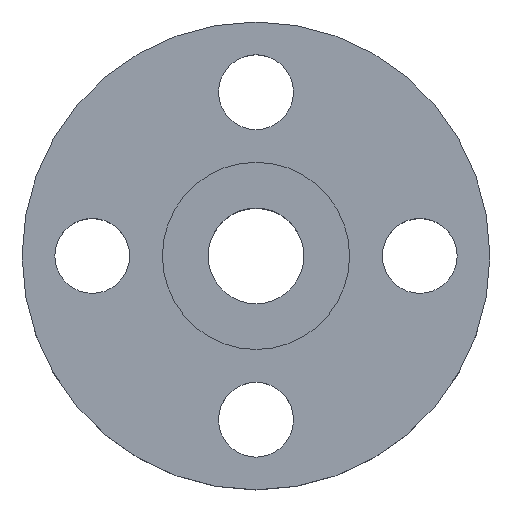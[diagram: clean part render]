
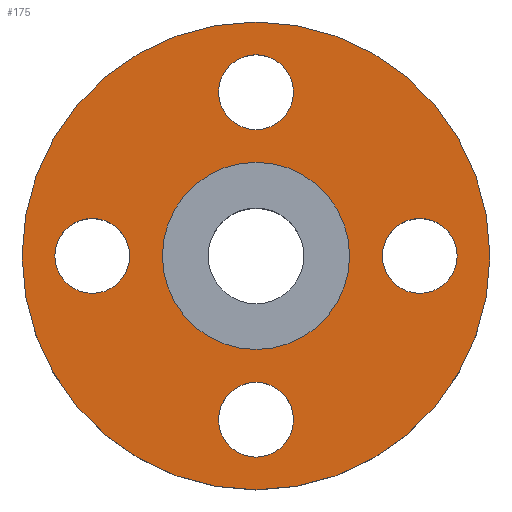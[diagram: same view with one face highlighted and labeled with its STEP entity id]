
A CAD part, top view. The second image highlights one B-rep face of the part: STEP entity #175.
In plain terms, the highlighted planar face has unit normal (0, 0, 1).
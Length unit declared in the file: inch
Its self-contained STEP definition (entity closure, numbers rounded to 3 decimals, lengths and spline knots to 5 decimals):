
#20 = EDGE_CURVE ( 'NONE', #26, #432, #787, .T. ) ;
#21 = CARTESIAN_POINT ( 'NONE',  ( -3.125, 0., -0.25 ) ) ;
#24 = EDGE_CURVE ( 'NONE', #765, #747, #408, .T. ) ;
#26 = VERTEX_POINT ( 'NONE', #21 ) ;
#31 = AXIS2_PLACEMENT_3D ( 'NONE', #350, #132, #215 ) ;
#39 = PLANE ( 'NONE',  #222 ) ;
#49 = DIRECTION ( 'NONE',  ( 1., 0., 0. ) ) ;
#57 = EDGE_LOOP ( 'NONE', ( #81, #156 ) ) ;
#61 = CARTESIAN_POINT ( 'NONE',  ( 0., 2.1875, -0.25 ) ) ;
#62 = CARTESIAN_POINT ( 'NONE',  ( 0., 0., -0.25 ) ) ;
#65 = CIRCLE ( 'NONE', #851, 0.5 ) ;
#68 = CARTESIAN_POINT ( 'NONE',  ( 0., 1.25, -0.25 ) ) ;
#77 = CIRCLE ( 'NONE', #627, 0.5 ) ;
#81 = ORIENTED_EDGE ( 'NONE', *, *, #590, .F. ) ;
#96 = CARTESIAN_POINT ( 'NONE',  ( -1.6875, 0., -0.25 ) ) ;
#101 = EDGE_LOOP ( 'NONE', ( #365, #310 ) ) ;
#110 = EDGE_LOOP ( 'NONE', ( #504, #585 ) ) ;
#117 = CARTESIAN_POINT ( 'NONE',  ( 1.6875, 0., -0.25 ) ) ;
#123 = DIRECTION ( 'NONE',  ( 0., -1., 0. ) ) ;
#132 = DIRECTION ( 'NONE',  ( 0., 0., 1. ) ) ;
#136 = EDGE_CURVE ( 'NONE', #432, #26, #544, .T. ) ;
#156 = ORIENTED_EDGE ( 'NONE', *, *, #24, .F. ) ;
#171 = DIRECTION ( 'NONE',  ( 1., 0., 0. ) ) ;
#175 = ADVANCED_FACE ( 'NONE', ( #832, #239, #506, #445, #703, #641 ), #39, .F. ) ;
#185 = CARTESIAN_POINT ( 'NONE',  ( 3.125, 0., -0.25 ) ) ;
#194 = CIRCLE ( 'NONE', #396, 1.25 ) ;
#215 = DIRECTION ( 'NONE',  ( -1., 0., 0. ) ) ;
#216 = DIRECTION ( 'NONE',  ( 0., 0., 1. ) ) ;
#222 = AXIS2_PLACEMENT_3D ( 'NONE', #68, #335, #267 ) ;
#237 = EDGE_LOOP ( 'NONE', ( #385, #727 ) ) ;
#239 = FACE_BOUND ( 'NONE', #57, .T. ) ;
#251 = AXIS2_PLACEMENT_3D ( 'NONE', #831, #635, #511 ) ;
#254 = DIRECTION ( 'NONE',  ( 0., 0., 1. ) ) ;
#255 = CARTESIAN_POINT ( 'NONE',  ( 0.5, -2.1875, -0.25 ) ) ;
#260 = DIRECTION ( 'NONE',  ( 0., 0., 1. ) ) ;
#263 = DIRECTION ( 'NONE',  ( 0., 0., 1. ) ) ;
#266 = CIRCLE ( 'NONE', #748, 0.5 ) ;
#267 = DIRECTION ( 'NONE',  ( -1., 0., 0. ) ) ;
#271 = VERTEX_POINT ( 'NONE', #467 ) ;
#276 = DIRECTION ( 'NONE',  ( 1., 0., 0. ) ) ;
#298 = EDGE_CURVE ( 'NONE', #271, #414, #554, .T. ) ;
#310 = ORIENTED_EDGE ( 'NONE', *, *, #20, .T. ) ;
#314 = EDGE_CURVE ( 'NONE', #414, #271, #595, .T. ) ;
#335 = DIRECTION ( 'NONE',  ( 0., 0., -1. ) ) ;
#337 = ORIENTED_EDGE ( 'NONE', *, *, #557, .F. ) ;
#350 = CARTESIAN_POINT ( 'NONE',  ( 2.1875, 0., -0.25 ) ) ;
#365 = ORIENTED_EDGE ( 'NONE', *, *, #136, .T. ) ;
#385 = ORIENTED_EDGE ( 'NONE', *, *, #298, .F. ) ;
#388 = VERTEX_POINT ( 'NONE', #717 ) ;
#390 = CARTESIAN_POINT ( 'NONE',  ( -2.1875, 0., -0.25 ) ) ;
#396 = AXIS2_PLACEMENT_3D ( 'NONE', #480, #856, #276 ) ;
#399 = CARTESIAN_POINT ( 'NONE',  ( -0.5, 2.1875, -0.25 ) ) ;
#406 = DIRECTION ( 'NONE',  ( 1., 0., 0. ) ) ;
#408 = CIRCLE ( 'NONE', #424, 0.5 ) ;
#414 = VERTEX_POINT ( 'NONE', #399 ) ;
#416 = DIRECTION ( 'NONE',  ( 0., 0., 1. ) ) ;
#424 = AXIS2_PLACEMENT_3D ( 'NONE', #784, #216, #562 ) ;
#432 = VERTEX_POINT ( 'NONE', #185 ) ;
#440 = DIRECTION ( 'NONE',  ( 0., 0., 1. ) ) ;
#445 = FACE_BOUND ( 'NONE', #759, .T. ) ;
#457 = CARTESIAN_POINT ( 'NONE',  ( -0.5, -2.1875, -0.25 ) ) ;
#465 = CARTESIAN_POINT ( 'NONE',  ( 0., 0., -0.25 ) ) ;
#467 = CARTESIAN_POINT ( 'NONE',  ( 0.5, 2.1875, -0.25 ) ) ;
#470 = CARTESIAN_POINT ( 'NONE',  ( 0., 2.1875, -0.25 ) ) ;
#480 = CARTESIAN_POINT ( 'NONE',  ( 0., 0., -0.25 ) ) ;
#486 = VERTEX_POINT ( 'NONE', #255 ) ;
#504 = ORIENTED_EDGE ( 'NONE', *, *, #841, .F. ) ;
#506 = FACE_BOUND ( 'NONE', #110, .T. ) ;
#511 = DIRECTION ( 'NONE',  ( 0., 1., 0. ) ) ;
#513 = CARTESIAN_POINT ( 'NONE',  ( 0., 0., -0.25 ) ) ;
#519 = EDGE_LOOP ( 'NONE', ( #337, #803 ) ) ;
#544 = CIRCLE ( 'NONE', #817, 3.125 ) ;
#554 = CIRCLE ( 'NONE', #789, 0.5 ) ;
#557 = EDGE_CURVE ( 'NONE', #778, #388, #716, .T. ) ;
#558 = EDGE_CURVE ( 'NONE', #819, #705, #77, .T. ) ;
#562 = DIRECTION ( 'NONE',  ( -1., 0., 0. ) ) ;
#568 = AXIS2_PLACEMENT_3D ( 'NONE', #62, #795, #812 ) ;
#585 = ORIENTED_EDGE ( 'NONE', *, *, #845, .F. ) ;
#590 = EDGE_CURVE ( 'NONE', #747, #765, #702, .T. ) ;
#595 = CIRCLE ( 'NONE', #678, 0.5 ) ;
#609 = EDGE_CURVE ( 'NONE', #388, #778, #194, .T. ) ;
#614 = CIRCLE ( 'NONE', #251, 0.5 ) ;
#627 = AXIS2_PLACEMENT_3D ( 'NONE', #672, #416, #406 ) ;
#635 = DIRECTION ( 'NONE',  ( 0., 0., 1. ) ) ;
#641 = FACE_OUTER_BOUND ( 'NONE', #101, .T. ) ;
#646 = CARTESIAN_POINT ( 'NONE',  ( 1.25, 0., -0.25 ) ) ;
#667 = ORIENTED_EDGE ( 'NONE', *, *, #558, .F. ) ;
#668 = DIRECTION ( 'NONE',  ( 0., -1., 0. ) ) ;
#672 = CARTESIAN_POINT ( 'NONE',  ( -2.1875, 0., -0.25 ) ) ;
#678 = AXIS2_PLACEMENT_3D ( 'NONE', #61, #254, #668 ) ;
#698 = DIRECTION ( 'NONE',  ( 0., 0., 1. ) ) ;
#702 = CIRCLE ( 'NONE', #31, 0.5 ) ;
#703 = FACE_BOUND ( 'NONE', #519, .T. ) ;
#705 = VERTEX_POINT ( 'NONE', #96 ) ;
#716 = CIRCLE ( 'NONE', #568, 1.25 ) ;
#717 = CARTESIAN_POINT ( 'NONE',  ( -1.25, 0., -0.25 ) ) ;
#718 = DIRECTION ( 'NONE',  ( 0., 1., 0. ) ) ;
#722 = DIRECTION ( 'NONE',  ( 0., 0., 1. ) ) ;
#727 = ORIENTED_EDGE ( 'NONE', *, *, #314, .F. ) ;
#738 = ORIENTED_EDGE ( 'NONE', *, *, #741, .F. ) ;
#741 = EDGE_CURVE ( 'NONE', #705, #819, #266, .T. ) ;
#747 = VERTEX_POINT ( 'NONE', #779 ) ;
#748 = AXIS2_PLACEMENT_3D ( 'NONE', #390, #698, #766 ) ;
#759 = EDGE_LOOP ( 'NONE', ( #738, #667 ) ) ;
#762 = CARTESIAN_POINT ( 'NONE',  ( -2.6875, 0., -0.25 ) ) ;
#765 = VERTEX_POINT ( 'NONE', #117 ) ;
#766 = DIRECTION ( 'NONE',  ( 1., 0., 0. ) ) ;
#771 = AXIS2_PLACEMENT_3D ( 'NONE', #465, #263, #49 ) ;
#774 = CARTESIAN_POINT ( 'NONE',  ( 0., -2.1875, -0.25 ) ) ;
#778 = VERTEX_POINT ( 'NONE', #646 ) ;
#779 = CARTESIAN_POINT ( 'NONE',  ( 2.6875, 0., -0.25 ) ) ;
#784 = CARTESIAN_POINT ( 'NONE',  ( 2.1875, 0., -0.25 ) ) ;
#787 = CIRCLE ( 'NONE', #771, 3.125 ) ;
#789 = AXIS2_PLACEMENT_3D ( 'NONE', #470, #722, #123 ) ;
#795 = DIRECTION ( 'NONE',  ( 0., 0., 1. ) ) ;
#803 = ORIENTED_EDGE ( 'NONE', *, *, #609, .F. ) ;
#807 = VERTEX_POINT ( 'NONE', #457 ) ;
#812 = DIRECTION ( 'NONE',  ( 1., 0., 0. ) ) ;
#817 = AXIS2_PLACEMENT_3D ( 'NONE', #513, #440, #171 ) ;
#819 = VERTEX_POINT ( 'NONE', #762 ) ;
#831 = CARTESIAN_POINT ( 'NONE',  ( 0., -2.1875, -0.25 ) ) ;
#832 = FACE_BOUND ( 'NONE', #237, .T. ) ;
#841 = EDGE_CURVE ( 'NONE', #486, #807, #614, .T. ) ;
#845 = EDGE_CURVE ( 'NONE', #807, #486, #65, .T. ) ;
#851 = AXIS2_PLACEMENT_3D ( 'NONE', #774, #260, #718 ) ;
#856 = DIRECTION ( 'NONE',  ( 0., 0., 1. ) ) ;
